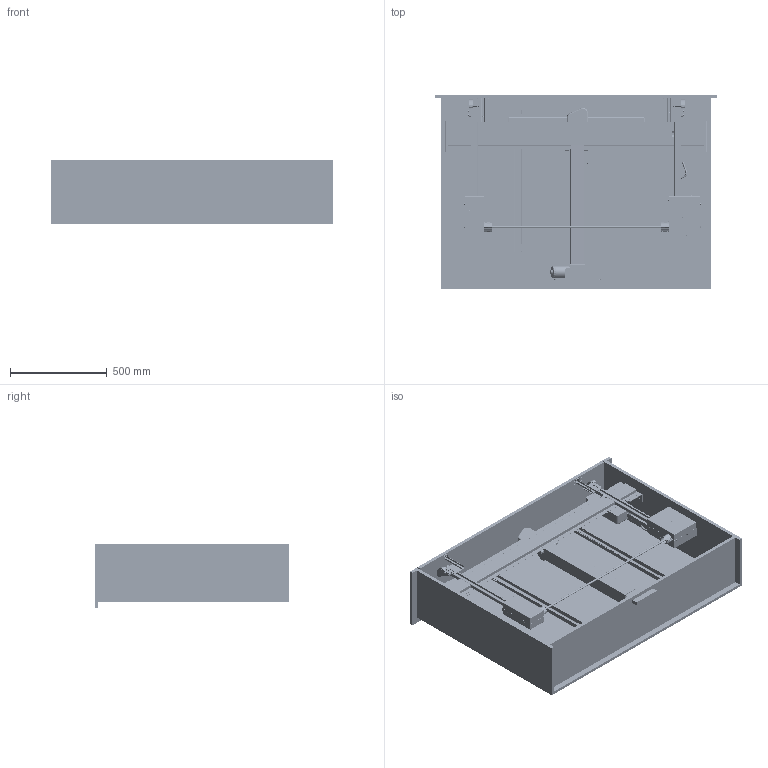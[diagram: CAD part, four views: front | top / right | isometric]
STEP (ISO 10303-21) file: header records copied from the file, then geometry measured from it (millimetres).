
FILE_DESCRIPTION((''),'2;1');
FILE_NAME('AUTOLID+ROTOLIFT_K3_revH_STEP_KLIENT.stp','2019-06-12T11:50:05',('m.krzysiek'),(''),'Autodesk Inventor 2011','Autodesk Inventor 2011','');
FILE_SCHEMA(('AUTOMOTIVE_DESIGN { 1 2 10303 214 0 1 1 1 }'));
Length unit declared in the file: millimetre
Products named in the file (107): AUTOLID+ROTOLIFT_K3_revH_STEP_KLIENT.iam (Poziom szczegółów1); oś napędowa; ceownik przegubu; Wał czynny; Wspornik Zawiasu; FH-MX-XX-ST M6x1-15; Rama zawiasu; Piasta zawiasu; Wał napędowy; Krzyżak; Oś fi 5  z przepłaszczeniem i gwintem; ISO 7089 4 - 140 HV; DIN EN ISO 10511 M4; Ogranicznik; Krzywka_drukowana; ISO 4762 M3 x 30; DIN EN ISO 10511 M3; ISO 4762 M5 x 16; ISO 7089 3 - 140 HV; ISO 4762 M3 x 6; KP.10.00 Kątownik belki; ISO 4032 M6; ISO 4161 M8; AD_BELKA spawana; AD-profil; ER-M5-C-ST; AD_profil; Naciąg paska_1; AD_profil2; ER-M5-C-ST1; AD_belka; FH-MX-XX-ST M8x1.25-18; FH-MX-XX-ST M6x1-12; FH-MX-XX-ST M4x0.7-12; Osłona1; FTR-Z-M4-C-ST; Osłona 2; Osłona2; Osłona3; NN0014 ...
Assembly tree (190 placements, depth 6):
  AUTOLID+ROTOLIFT_K3_revH_STEP_KLIENT.iam (Poziom szczegółów1)
    oś napędowa  x2
      ceownik przegubu
      Wał czynny
    Wspornik Zawiasu  x2
      Wspornik Zawiasu
      FH-MX-XX-ST M6x1-15
    Rama zawiasu  x2
    Piasta zawiasu  x2
    Wał napędowy
      Wał napędowy
      ceownik przegubu  x2
    Krzyżak  x2
    Oś fi 5  z przepłaszczeniem i gwintem  x2
    ISO 7089 4 - 140 HV  x2
    DIN EN ISO 10511 M4  x2
    Ogranicznik
    Krzywka_drukowana  x2
    ISO 4762 M3 x 30  x2
    DIN EN ISO 10511 M3  x2
    ISO 4762 M5 x 16  x4
    ISO 7089 3 - 140 HV  x2
    ISO 4762 M3 x 6  x2
    KP.10.00 Kątownik belki  x2
    ISO 4032 M6  x2
    ISO 4161 M8  x4
    AD_BELKA spawana
      AD-profil
        ER-M5-C-ST  x2
        AD_profil
        Naciąg paska_1  x2
      AD_profil2
        ER-M5-C-ST1  x2
        AD_profil2
        Naciąg paska_1  x2
      AD_belka
        AD_belka
        FH-MX-XX-ST M8x1.25-18  x4
        FH-MX-XX-ST M6x1-12  x2
        FH-MX-XX-ST M4x0.7-12  x2
    Osłona1
      Osłona1
      FTR-Z-M4-C-ST  x6
    Osłona 2
      Osłona2
      Osłona3
      NN0014
    DIN 128 A4  x10
    ISO 7380 M4 x 8  x10
    Blind Rivet GB/T 12615.1-2004  x4
    Osłona4
      Osłona4
      FTR-Z-M4-C-ST  x5
    Osona5
      Osłona5
    Osłona Wału  x2
    PROBNIK5  x3
    Osłona Wału2  x2
    Mebel demo - blat PMMA
    Mebel demo Autolid_K3
Bounding box: 1454 x 1003 x 332 mm (x, y, z)
Volume: 49486064.7 mm3; surface area: 9285945.9 mm2
Topology: 170 solids, 170 shells, 5479 faces, 13679 edges, 8617 vertices
Faces by surface type: plane 3275, cylinder 1601, cone 302, bspline 187, torus 102, sphere 12
Full cylindrical faces by diameter (mm): 1.567 x2, 2.459 x24, 2.5 x3, 3 x25, 3.1 x2, 3.2 x4, 3.242 x18, 3.4 x11, 3.5 x10, 3.6 x2, 3.8 x1, 4 x24, 4.1 x23, 4.134 x6, 4.2 x4, 4.3 x2, 4.4 x11, 4.5 x9, 4.6 x2, 4.917 x8, 5 x23, 5.05 x2, 5.1 x3, 5.2 x6, 5.5 x8, 5.54 x4, 5.6 x6, 5.7 x4, 5.9 x2, 6 x32
Entity records: 119978 total; most frequent: CARTESIAN_POINT 32116, DIRECTION 17619, ORIENTED_EDGE 16972, EDGE_CURVE 8486, AXIS2_PLACEMENT_3D 5992, VECTOR 5635, LINE 5635, VERTEX_POINT 5604
